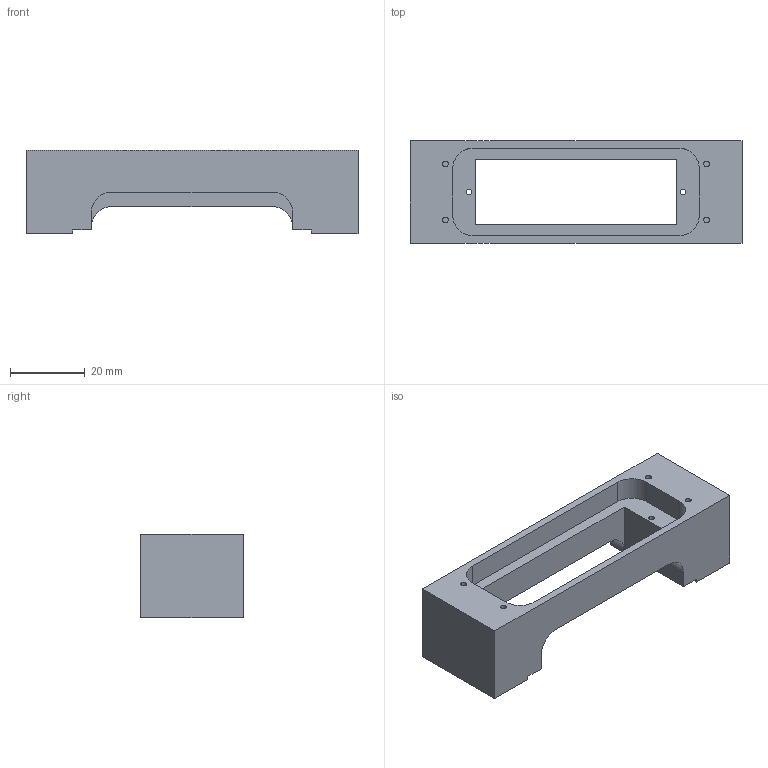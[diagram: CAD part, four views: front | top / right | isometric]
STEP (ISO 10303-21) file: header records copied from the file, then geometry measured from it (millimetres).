
FILE_DESCRIPTION (( 'STEP AP214' ), '1' );
FILE_NAME ('Arrayer_BlockBody_Commits_20160429.STEP', '2016-04-29T18:26:38', ( '' ), ( '' ), 'SwSTEP 2.0', 'SolidWorks 2015', '' );
FILE_SCHEMA (( 'AUTOMOTIVE_DESIGN' ));
Length unit declared in the file: millimetre
Products named in the file (1): Arrayer_BlockBody_Commits_20160429
Bounding box: 88.9 x 27.5 x 22.23 mm (x, y, z)
Volume: 23857.9 mm3; surface area: 10613.5 mm2
Topology: 1 solids, 1 shells, 64 faces, 156 edges, 104 vertices
Faces by surface type: cylinder 32, plane 32
Entity records: 1950 total; most frequent: DIRECTION 350, CARTESIAN_POINT 325, ORIENTED_EDGE 312, EDGE_CURVE 156, AXIS2_PLACEMENT_3D 129, VERTEX_POINT 104, VECTOR 92, LINE 92
